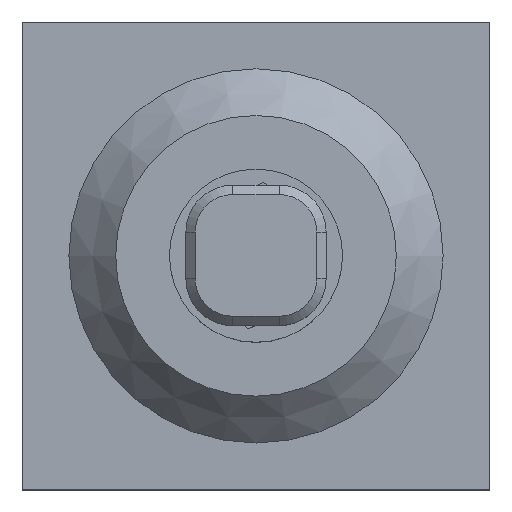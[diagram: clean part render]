
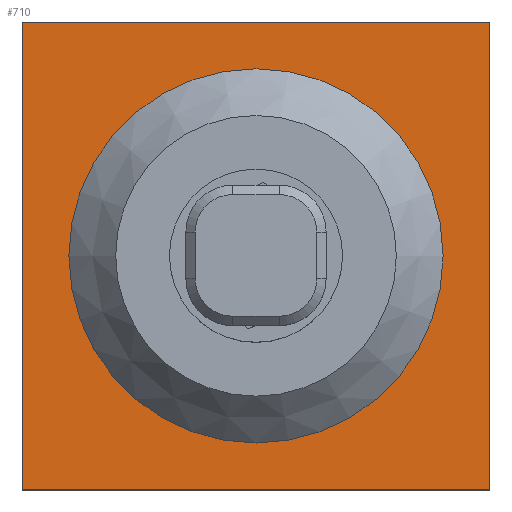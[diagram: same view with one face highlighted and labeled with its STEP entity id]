
A CAD part, top view. The second image highlights one B-rep face of the part: STEP entity #710.
In plain terms, the highlighted planar face has unit normal (0, 0, 1).
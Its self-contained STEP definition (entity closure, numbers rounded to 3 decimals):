
#19=FACE_BOUND('',#146,.T.);
#53=PLANE('',#790);
#97=FACE_OUTER_BOUND('',#145,.T.);
#145=EDGE_LOOP('',(#650,#651,#652,#653));
#146=EDGE_LOOP('',(#654));
#169=CIRCLE('',#784,4.);
#233=LINE('',#1178,#306);
#236=LINE('',#1184,#309);
#239=LINE('',#1190,#312);
#242=LINE('',#1194,#315);
#306=VECTOR('',#979,10.);
#309=VECTOR('',#984,10.);
#312=VECTOR('',#989,10.);
#315=VECTOR('',#994,10.);
#365=VERTEX_POINT('',#1167);
#368=VERTEX_POINT('',#1175);
#369=VERTEX_POINT('',#1177);
#371=VERTEX_POINT('',#1183);
#373=VERTEX_POINT('',#1189);
#456=EDGE_CURVE('',#365,#365,#169,.T.);
#459=EDGE_CURVE('',#369,#368,#233,.T.);
#462=EDGE_CURVE('',#371,#369,#236,.T.);
#465=EDGE_CURVE('',#373,#371,#239,.T.);
#468=EDGE_CURVE('',#368,#373,#242,.T.);
#650=ORIENTED_EDGE('',*,*,#468,.T.);
#651=ORIENTED_EDGE('',*,*,#465,.T.);
#652=ORIENTED_EDGE('',*,*,#462,.T.);
#653=ORIENTED_EDGE('',*,*,#459,.T.);
#654=ORIENTED_EDGE('',*,*,#456,.T.);
#710=ADVANCED_FACE('',(#97,#19),#53,.T.);
#784=AXIS2_PLACEMENT_3D('',#1169,#971,#972);
#790=AXIS2_PLACEMENT_3D('',#1195,#995,#996);
#971=DIRECTION('center_axis',(0.,0.,-1.));
#972=DIRECTION('ref_axis',(-1.,0.,0.));
#979=DIRECTION('',(1.,0.,0.));
#984=DIRECTION('',(0.,-1.,0.));
#989=DIRECTION('',(-1.,0.,0.));
#994=DIRECTION('',(0.,1.,0.));
#995=DIRECTION('center_axis',(0.,0.,1.));
#996=DIRECTION('ref_axis',(1.,0.,0.));
#1167=CARTESIAN_POINT('',(4.,0.,2.35));
#1169=CARTESIAN_POINT('Origin',(0.,0.,2.35));
#1175=CARTESIAN_POINT('',(5.,-5.,2.35));
#1177=CARTESIAN_POINT('',(-5.,-5.,2.35));
#1178=CARTESIAN_POINT('',(-5.,-5.,2.35));
#1183=CARTESIAN_POINT('',(-5.,5.,2.35));
#1184=CARTESIAN_POINT('',(-5.,5.,2.35));
#1189=CARTESIAN_POINT('',(5.,5.,2.35));
#1190=CARTESIAN_POINT('',(5.,5.,2.35));
#1194=CARTESIAN_POINT('',(5.,-5.,2.35));
#1195=CARTESIAN_POINT('Origin',(0.,0.,2.35));
